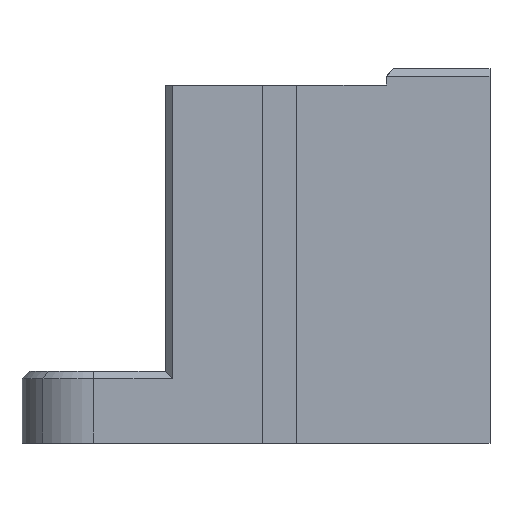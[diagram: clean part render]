
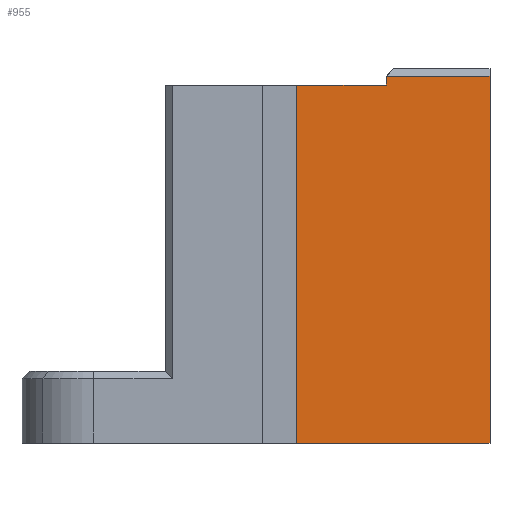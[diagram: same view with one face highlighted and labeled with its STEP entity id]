
A CAD part, front view. The second image highlights one B-rep face of the part: STEP entity #955.
In plain terms, the highlighted planar face has unit normal (0, -1, 0).
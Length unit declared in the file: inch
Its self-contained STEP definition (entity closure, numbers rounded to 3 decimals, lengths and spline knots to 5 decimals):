
#955=ADVANCED_FACE('',(#1992),#1993,.T.);
#1992=FACE_OUTER_BOUND('',#3145,.T.);
#1993=PLANE('',#3146);
#3145=EDGE_LOOP('',(#6189,#6190,#6191,#6192,#6193,#6194));
#3146=AXIS2_PLACEMENT_3D('',#6195,#6196,#6197);
#6189=ORIENTED_EDGE('',*,*,#8030,.T.);
#6190=ORIENTED_EDGE('',*,*,#8034,.F.);
#6191=ORIENTED_EDGE('',*,*,#7384,.F.);
#6192=ORIENTED_EDGE('',*,*,#8008,.F.);
#6193=ORIENTED_EDGE('',*,*,#7829,.F.);
#6194=ORIENTED_EDGE('',*,*,#8060,.F.);
#6195=CARTESIAN_POINT('',(1.51559,0.30167,-0.95264));
#6196=DIRECTION('',(0.0,-1.0,0.0));
#6197=DIRECTION('',(0.0,0.0,-1.0));
#7384=EDGE_CURVE('',#9036,#9038,#9039,.T.);
#7829=EDGE_CURVE('',#9686,#9687,#9688,.F.);
#8008=EDGE_CURVE('',#9687,#9036,#9909,.T.);
#8030=EDGE_CURVE('',#9936,#9934,#9937,.T.);
#8034=EDGE_CURVE('',#9038,#9934,#9941,.T.);
#8060=EDGE_CURVE('',#9936,#9686,#9974,.T.);
#9036=VERTEX_POINT('',#11472);
#9038=VERTEX_POINT('',#11475);
#9039=LINE('',#11476,#11477);
#9686=VERTEX_POINT('',#12565);
#9687=VERTEX_POINT('',#12566);
#9688=LINE('',#12567,#12568);
#9909=LINE('',#12948,#12949);
#9934=VERTEX_POINT('',#12989);
#9936=VERTEX_POINT('',#12992);
#9937=LINE('',#12993,#12994);
#9941=LINE('',#13000,#13001);
#9974=LINE('',#13085,#13086);
#11472=CARTESIAN_POINT('',(1.92209,0.30167,0.46994));
#11475=CARTESIAN_POINT('',(1.92209,0.30167,0.49463));
#11476=CARTESIAN_POINT('',(1.92209,0.30167,-0.19965));
#11477=VECTOR('',#13776,1.0);
#12565=CARTESIAN_POINT('',(1.67536,0.30167,-0.51431));
#12566=CARTESIAN_POINT('',(1.67536,0.30167,0.46994));
#12567=CARTESIAN_POINT('',(1.67536,0.30167,-0.8437));
#12568=VECTOR('',#14234,1.0);
#12948=CARTESIAN_POINT('',(1.53295,0.30167,0.46994));
#12949=VECTOR('',#14378,1.0);
#12989=CARTESIAN_POINT('',(2.20703,0.30167,0.49463));
#12992=CARTESIAN_POINT('',(2.20703,0.30167,-0.51431));
#12993=CARTESIAN_POINT('',(2.20703,0.30167,-1.06906));
#12994=VECTOR('',#14396,1.0);
#13000=CARTESIAN_POINT('',(0.78141,0.30167,0.49463));
#13001=VECTOR('',#14399,1.0);
#13085=CARTESIAN_POINT('',(1.21799,0.30167,-0.51431));
#13086=VECTOR('',#14411,1.0);
#13776=DIRECTION('',(0.0,0.0,1.0));
#14234=DIRECTION('',(0.0,0.0,-1.0));
#14378=DIRECTION('',(1.0,0.0,0.0));
#14396=DIRECTION('',(0.0,0.0,1.0));
#14399=DIRECTION('',(1.0,0.0,0.0));
#14411=DIRECTION('',(-1.0,0.0,0.));
